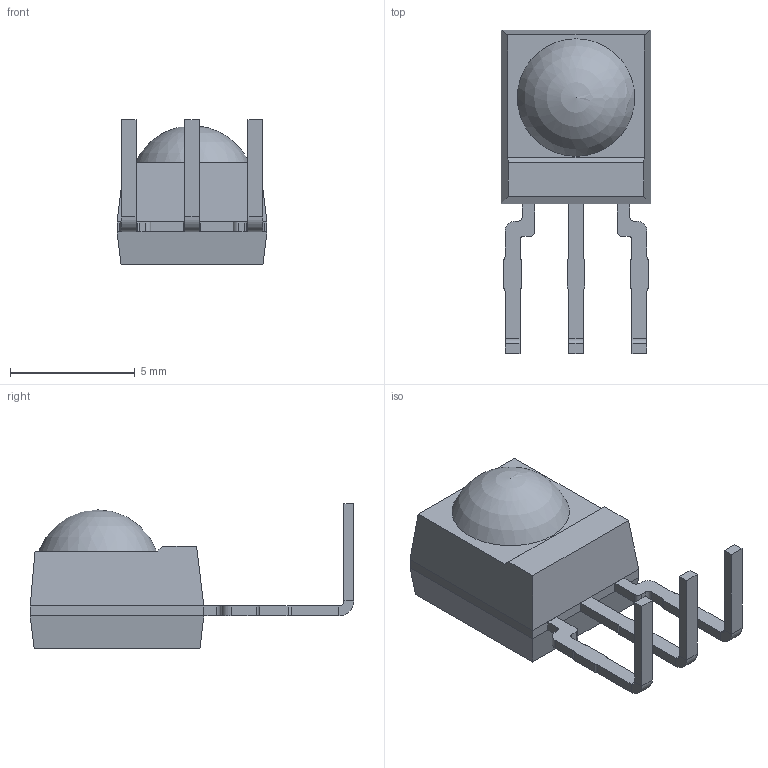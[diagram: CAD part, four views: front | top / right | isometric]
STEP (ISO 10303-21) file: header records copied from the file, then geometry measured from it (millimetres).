
FILE_DESCRIPTION((''),'2;1');
FILE_NAME('Mold_DK.stp','2014-06-18T12:26:16',('gobenland'),(''),'Autodesk Inventor 2013','Autodesk Inventor 2013','');
FILE_SCHEMA(('AUTOMOTIVE_DESIGN { 1 0 10303 214 1 1 1 1 }'));
Length unit declared in the file: millimetre
Products named in the file (3): GO-100184.31; GO-100184; GO-100184.031
Assembly tree (2 placements, depth 2):
  GO-100184.31
    GO-100184
    GO-100184.031
Bounding box: 6 x 12.95 x 5.8 mm (x, y, z)
Volume: 178.8 mm3; surface area: 245.6 mm2
Topology: 4 solids, 4 shells, 99 faces, 241 edges, 150 vertices
Faces by surface type: plane 72, cylinder 26, sphere 1
Entity records: 2924 total; most frequent: DIRECTION 500, CARTESIAN_POINT 492, ORIENTED_EDGE 478, EDGE_CURVE 239, VECTOR 186, LINE 186, AXIS2_PLACEMENT_3D 157, VERTEX_POINT 149
